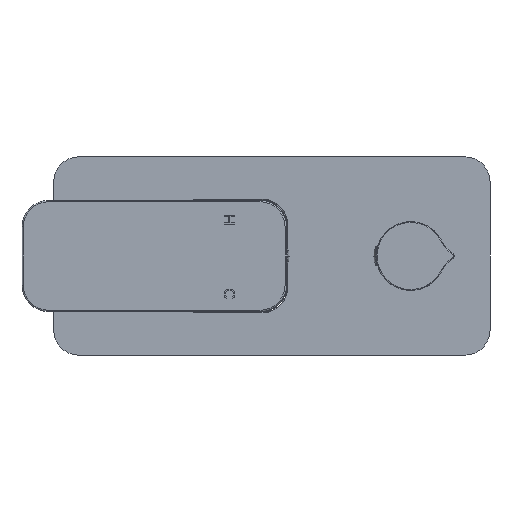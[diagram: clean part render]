
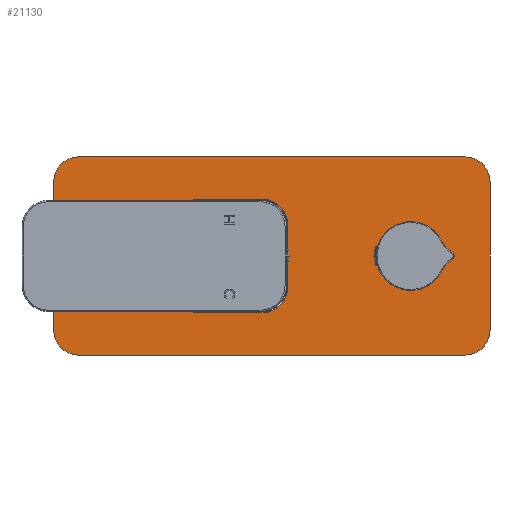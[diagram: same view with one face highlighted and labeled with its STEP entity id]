
A CAD part, front view. The second image highlights one B-rep face of the part: STEP entity #21130.
In plain terms, the highlighted face is planar.
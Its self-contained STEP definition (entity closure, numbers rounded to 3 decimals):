
#19913=CARTESIAN_POINT('',(-28.,3.,57.5));
#19914=DIRECTION('',(0.,-1.,0.));
#19915=DIRECTION('',(0.,0.,1.));
#19916=AXIS2_PLACEMENT_3D('',#19913,#19914,#19915);
#19918=DIRECTION('',(0.,0.,-1.));
#19919=VECTOR('',#19918,146.);
#19920=CARTESIAN_POINT('',(-37.5,3.,57.5));
#19921=LINE('',#19920,#19919);
#19922=CARTESIAN_POINT('',(-28.,3.,-88.5));
#19923=DIRECTION('',(0.,-1.,0.));
#19924=DIRECTION('',(-1.,0.,0.));
#19925=AXIS2_PLACEMENT_3D('',#19922,#19923,#19924);
#19927=DIRECTION('',(1.,0.,0.));
#19928=VECTOR('',#19927,56.);
#19929=CARTESIAN_POINT('',(-28.,3.,-98.));
#19930=LINE('',#19929,#19928);
#19931=CARTESIAN_POINT('',(28.,3.,-88.5));
#19932=DIRECTION('',(0.,-1.,0.));
#19933=DIRECTION('',(0.,0.,-1.));
#19934=AXIS2_PLACEMENT_3D('',#19931,#19932,#19933);
#19936=DIRECTION('',(0.,0.,1.));
#19937=VECTOR('',#19936,146.);
#19938=CARTESIAN_POINT('',(37.5,3.,-88.5));
#19939=LINE('',#19938,#19937);
#19940=CARTESIAN_POINT('',(28.,3.,57.5));
#19941=DIRECTION('',(0.,-1.,0.));
#19942=DIRECTION('',(1.,0.,0.));
#19943=AXIS2_PLACEMENT_3D('',#19940,#19941,#19942);
#19945=DIRECTION('',(-1.,0.,0.));
#19946=VECTOR('',#19945,56.);
#19947=CARTESIAN_POINT('',(28.,3.,67.));
#19948=LINE('',#19947,#19946);
#19949=CARTESIAN_POINT('',(-11.75,3.,11.75));
#19950=DIRECTION('',(0.,1.,0.));
#19951=DIRECTION('',(-1.,0.,0.));
#19952=AXIS2_PLACEMENT_3D('',#19949,#19950,#19951);
#19954=CARTESIAN_POINT('',(11.75,3.,11.75));
#19955=DIRECTION('',(0.,1.,0.));
#19956=DIRECTION('',(0.,0.,1.));
#19957=AXIS2_PLACEMENT_3D('',#19954,#19955,#19956);
#19959=CARTESIAN_POINT('',(11.75,3.,-11.75));
#19960=DIRECTION('',(0.,1.,0.));
#19961=DIRECTION('',(1.,0.,0.));
#19962=AXIS2_PLACEMENT_3D('',#19959,#19960,#19961);
#19964=CARTESIAN_POINT('',(-11.75,3.,-11.75));
#19965=DIRECTION('',(0.,1.,0.));
#19966=DIRECTION('',(0.,0.,-1.));
#19967=AXIS2_PLACEMENT_3D('',#19964,#19965,#19966);
#19969=CARTESIAN_POINT('',(0.,3.,-68.));
#19970=DIRECTION('',(0.,1.,0.));
#19971=DIRECTION('',(-1.,0.,0.));
#19972=AXIS2_PLACEMENT_3D('',#19969,#19970,#19971);
#19974=CARTESIAN_POINT('',(0.,3.,-68.));
#19975=DIRECTION('',(0.,1.,0.));
#19976=DIRECTION('',(-0.999,0.,0.042));
#19977=AXIS2_PLACEMENT_3D('',#19974,#19975,#19976);
#19979=CARTESIAN_POINT('',(0.,3.,-68.));
#19980=DIRECTION('',(0.,1.,0.));
#19981=DIRECTION('',(1.,0.,0.));
#19982=AXIS2_PLACEMENT_3D('',#19979,#19980,#19981);
#19984=CARTESIAN_POINT('',(0.,3.,-68.));
#19985=DIRECTION('',(0.,1.,0.));
#19986=DIRECTION('',(0.999,0.,-0.042));
#19987=AXIS2_PLACEMENT_3D('',#19984,#19985,#19986);
#19993=DIRECTION('',(0.,0.,-1.));
#19994=VECTOR('',#19993,23.5);
#19995=CARTESIAN_POINT('',(-21.55,3.,11.75));
#19996=LINE('',#19995,#19994);
#20024=DIRECTION('',(1.,0.,0.));
#20025=VECTOR('',#20024,23.5);
#20026=CARTESIAN_POINT('',(-11.75,3.,-21.55));
#20027=LINE('',#20026,#20025);
#20055=DIRECTION('',(0.,0.,1.));
#20056=VECTOR('',#20055,23.5);
#20057=CARTESIAN_POINT('',(21.55,3.,-11.75));
#20058=LINE('',#20057,#20056);
#20086=DIRECTION('',(-1.,0.,0.));
#20087=VECTOR('',#20086,23.5);
#20088=CARTESIAN_POINT('',(11.75,3.,21.55));
#20089=LINE('',#20088,#20087);
#20755=CARTESIAN_POINT('',(-37.5,3.,57.5));
#20756=VERTEX_POINT('',#20755);
#20757=CARTESIAN_POINT('',(-28.,3.,67.));
#20758=VERTEX_POINT('',#20757);
#20759=CARTESIAN_POINT('',(-37.5,3.,-88.5));
#20760=VERTEX_POINT('',#20759);
#20761=CARTESIAN_POINT('',(-28.,3.,-98.));
#20762=VERTEX_POINT('',#20761);
#20763=CARTESIAN_POINT('',(28.,3.,-98.));
#20764=VERTEX_POINT('',#20763);
#20765=CARTESIAN_POINT('',(37.5,3.,-88.5));
#20766=VERTEX_POINT('',#20765);
#20767=CARTESIAN_POINT('',(37.5,3.,57.5));
#20768=VERTEX_POINT('',#20767);
#20769=CARTESIAN_POINT('',(28.,3.,67.));
#20770=VERTEX_POINT('',#20769);
#20771=CARTESIAN_POINT('',(-21.55,3.,11.75));
#20772=CARTESIAN_POINT('',(-21.55,3.,-11.75));
#20773=VERTEX_POINT('',#20771);
#20774=VERTEX_POINT('',#20772);
#20775=CARTESIAN_POINT('',(-11.75,3.,21.55));
#20776=VERTEX_POINT('',#20775);
#20777=CARTESIAN_POINT('',(11.75,3.,21.55));
#20778=VERTEX_POINT('',#20777);
#20779=CARTESIAN_POINT('',(21.55,3.,11.75));
#20780=VERTEX_POINT('',#20779);
#20781=CARTESIAN_POINT('',(21.55,3.,-11.75));
#20782=VERTEX_POINT('',#20781);
#20783=CARTESIAN_POINT('',(11.75,3.,-21.55));
#20784=VERTEX_POINT('',#20783);
#20785=CARTESIAN_POINT('',(-11.75,3.,-21.55));
#20786=VERTEX_POINT('',#20785);
#20787=CARTESIAN_POINT('',(-10.54,3.,-67.552));
#20788=CARTESIAN_POINT('',(10.55,3.,-68.));
#20789=VERTEX_POINT('',#20787);
#20790=VERTEX_POINT('',#20788);
#20791=CARTESIAN_POINT('',(-10.55,3.,-68.));
#20792=VERTEX_POINT('',#20791);
#20793=CARTESIAN_POINT('',(10.54,3.,-68.448));
#20794=VERTEX_POINT('',#20793);
#21087=CARTESIAN_POINT('',(0.,3.,0.));
#21088=DIRECTION('',(0.,1.,0.));
#21089=DIRECTION('',(1.,0.,0.));
#21090=AXIS2_PLACEMENT_3D('',#21087,#21088,#21089);
#21091=PLANE('',#21090);
#21092=ORIENTED_EDGE('',*,*,#20983,.T.);
#21093=ORIENTED_EDGE('',*,*,#20999,.T.);
#21094=ORIENTED_EDGE('',*,*,#21012,.T.);
#21095=ORIENTED_EDGE('',*,*,#21027,.T.);
#21096=ORIENTED_EDGE('',*,*,#21040,.T.);
#21097=ORIENTED_EDGE('',*,*,#21055,.T.);
#21098=ORIENTED_EDGE('',*,*,#21068,.T.);
#21099=ORIENTED_EDGE('',*,*,#21080,.T.);
#21100=EDGE_LOOP('',(#21092,#21093,#21094,#21095,#21096,#21097,#21098,#21099));
#21101=FACE_OUTER_BOUND('',#21100,.F.);
#21103=ORIENTED_EDGE('',*,*,#21102,.F.);
#21105=ORIENTED_EDGE('',*,*,#21104,.T.);
#21107=ORIENTED_EDGE('',*,*,#21106,.F.);
#21109=ORIENTED_EDGE('',*,*,#21108,.T.);
#21111=ORIENTED_EDGE('',*,*,#21110,.F.);
#21113=ORIENTED_EDGE('',*,*,#21112,.T.);
#21115=ORIENTED_EDGE('',*,*,#21114,.F.);
#21117=ORIENTED_EDGE('',*,*,#21116,.T.);
#21118=EDGE_LOOP('',(#21103,#21105,#21107,#21109,#21111,#21113,#21115,#21117));
#21119=FACE_BOUND('',#21118,.F.);
#21121=ORIENTED_EDGE('',*,*,#21120,.T.);
#21123=ORIENTED_EDGE('',*,*,#21122,.T.);
#21125=ORIENTED_EDGE('',*,*,#21124,.T.);
#21127=ORIENTED_EDGE('',*,*,#21126,.T.);
#21128=EDGE_LOOP('',(#21121,#21123,#21125,#21127));
#21129=FACE_BOUND('',#21128,.F.);
#19917=CIRCLE('',#19916,9.5);
#19926=CIRCLE('',#19925,9.5);
#19935=CIRCLE('',#19934,9.5);
#19944=CIRCLE('',#19943,9.5);
#19953=CIRCLE('',#19952,9.8);
#19958=CIRCLE('',#19957,9.8);
#19963=CIRCLE('',#19962,9.8);
#19968=CIRCLE('',#19967,9.8);
#19973=CIRCLE('',#19972,10.55);
#19978=CIRCLE('',#19977,10.55);
#19983=CIRCLE('',#19982,10.55);
#19988=CIRCLE('',#19987,10.55);
#20983=EDGE_CURVE('',#20758,#20756,#19917,.T.);
#20999=EDGE_CURVE('',#20756,#20760,#19921,.T.);
#21012=EDGE_CURVE('',#20760,#20762,#19926,.T.);
#21027=EDGE_CURVE('',#20762,#20764,#19930,.T.);
#21040=EDGE_CURVE('',#20764,#20766,#19935,.T.);
#21055=EDGE_CURVE('',#20766,#20768,#19939,.T.);
#21068=EDGE_CURVE('',#20768,#20770,#19944,.T.);
#21080=EDGE_CURVE('',#20770,#20758,#19948,.T.);
#21102=EDGE_CURVE('',#20773,#20774,#19996,.T.);
#21104=EDGE_CURVE('',#20773,#20776,#19953,.T.);
#21106=EDGE_CURVE('',#20778,#20776,#20089,.T.);
#21108=EDGE_CURVE('',#20778,#20780,#19958,.T.);
#21110=EDGE_CURVE('',#20782,#20780,#20058,.T.);
#21112=EDGE_CURVE('',#20782,#20784,#19963,.T.);
#21114=EDGE_CURVE('',#20786,#20784,#20027,.T.);
#21116=EDGE_CURVE('',#20786,#20774,#19968,.T.);
#21120=EDGE_CURVE('',#20792,#20789,#19973,.T.);
#21122=EDGE_CURVE('',#20789,#20790,#19978,.T.);
#21124=EDGE_CURVE('',#20790,#20794,#19983,.T.);
#21126=EDGE_CURVE('',#20794,#20792,#19988,.T.);
#21130=ADVANCED_FACE('',(#21101,#21119,#21129),#21091,.T.);
